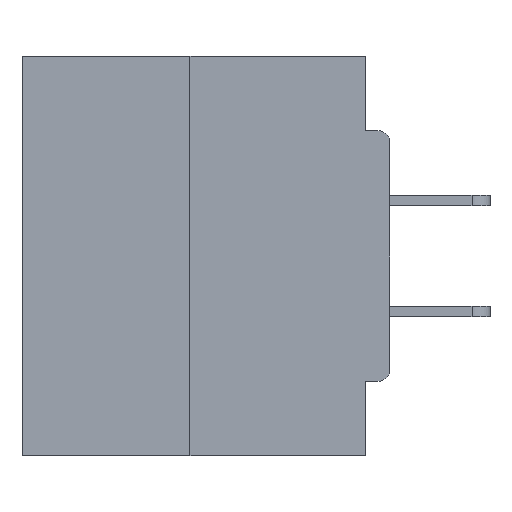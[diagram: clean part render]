
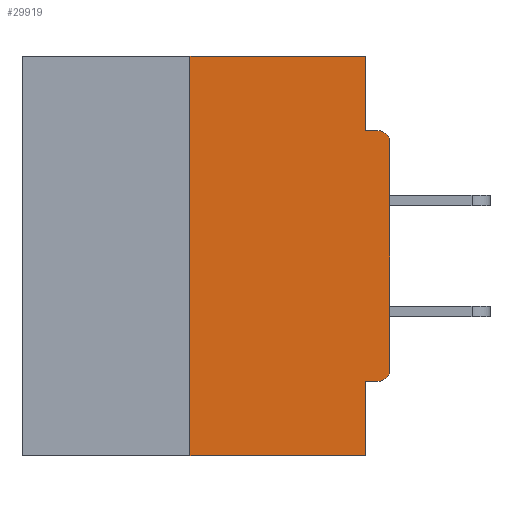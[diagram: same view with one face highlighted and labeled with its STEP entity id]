
A CAD part, left-side view. The second image highlights one B-rep face of the part: STEP entity #29919.
In plain terms, the highlighted planar face has unit normal (-1, 0, 0).
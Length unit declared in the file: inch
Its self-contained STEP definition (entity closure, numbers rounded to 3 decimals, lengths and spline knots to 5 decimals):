
#1395 = DIRECTION ( 'NONE',  ( 0., 0., 1. ) ) ;
#2440 = VECTOR ( 'NONE', #20100, 39.37008 ) ;
#2805 = LINE ( 'NONE', #2959, #36838 ) ;
#2959 = CARTESIAN_POINT ( 'NONE',  ( 0., 0., -0.0935 ) ) ;
#2998 = CIRCLE ( 'NONE', #26091, 0.015 ) ;
#3051 = EDGE_CURVE ( 'NONE', #29285, #32808, #15312, .T. ) ;
#5167 = CARTESIAN_POINT ( 'NONE',  ( 0., 0.46, -0.5 ) ) ;
#7412 = ORIENTED_EDGE ( 'NONE', *, *, #8904, .F. ) ;
#7756 = ORIENTED_EDGE ( 'NONE', *, *, #3051, .T. ) ;
#8640 = CARTESIAN_POINT ( 'NONE',  ( 0., 0.015, -0.1085 ) ) ;
#8904 = EDGE_CURVE ( 'NONE', #11472, #37876, #37009, .T. ) ;
#9349 = LINE ( 'NONE', #27430, #15308 ) ;
#9772 = DIRECTION ( 'NONE',  ( 0., -1., 0. ) ) ;
#10758 = VERTEX_POINT ( 'NONE', #33295 ) ;
#10957 = CARTESIAN_POINT ( 'NONE',  ( 0., 0.015, -0.3915 ) ) ;
#11193 = CARTESIAN_POINT ( 'NONE',  ( 0., 0., -0.4065 ) ) ;
#11349 = DIRECTION ( 'NONE',  ( 0., 0., -1. ) ) ;
#11435 = ORIENTED_EDGE ( 'NONE', *, *, #12919, .F. ) ;
#11472 = VERTEX_POINT ( 'NONE', #34486 ) ;
#11815 = EDGE_CURVE ( 'NONE', #14986, #27651, #2805, .T. ) ;
#12478 = VECTOR ( 'NONE', #28464, 39.37008 ) ;
#12919 = EDGE_CURVE ( 'NONE', #10758, #15893, #16549, .T. ) ;
#13681 = VECTOR ( 'NONE', #29402, 39.37008 ) ;
#14104 = CARTESIAN_POINT ( 'NONE',  ( 0., 0.031, -0.5 ) ) ;
#14129 = DIRECTION ( 'NONE',  ( 0., 0., -1. ) ) ;
#14519 = DIRECTION ( 'NONE',  ( -1., 0., 0. ) ) ;
#14670 = ORIENTED_EDGE ( 'NONE', *, *, #17236, .F. ) ;
#14945 = CARTESIAN_POINT ( 'NONE',  ( 0., 0.031, 0. ) ) ;
#14986 = VERTEX_POINT ( 'NONE', #31507 ) ;
#15110 = ORIENTED_EDGE ( 'NONE', *, *, #22086, .T. ) ;
#15308 = VECTOR ( 'NONE', #1395, 39.37008 ) ;
#15310 = EDGE_CURVE ( 'NONE', #15893, #32808, #24759, .T. ) ;
#15312 = LINE ( 'NONE', #5167, #2440 ) ;
#15893 = VERTEX_POINT ( 'NONE', #35294 ) ;
#16072 = CARTESIAN_POINT ( 'NONE',  ( 0., 0.015, -0.0935 ) ) ;
#16526 = VERTEX_POINT ( 'NONE', #24452 ) ;
#16549 = LINE ( 'NONE', #11193, #24804 ) ;
#16992 = DIRECTION ( 'NONE',  ( 1., 0., 0. ) ) ;
#17236 = EDGE_CURVE ( 'NONE', #37876, #14986, #20506, .T. ) ;
#17275 = DIRECTION ( 'NONE',  ( -1., 0., 0. ) ) ;
#17854 = CARTESIAN_POINT ( 'NONE',  ( 0., 0.031, -0.5 ) ) ;
#18653 = FACE_OUTER_BOUND ( 'NONE', #36290, .T. ) ;
#18872 = CARTESIAN_POINT ( 'NONE',  ( 0., 0.25, -0.5 ) ) ;
#19662 = EDGE_CURVE ( 'NONE', #16526, #19707, #30901, .T. ) ;
#19707 = VERTEX_POINT ( 'NONE', #36900 ) ;
#19910 = AXIS2_PLACEMENT_3D ( 'NONE', #37390, #16992, #14129 ) ;
#20100 = DIRECTION ( 'NONE',  ( 0., -1., 0. ) ) ;
#20506 = LINE ( 'NONE', #14945, #20970 ) ;
#20970 = VECTOR ( 'NONE', #32457, 39.37008 ) ;
#22086 = EDGE_CURVE ( 'NONE', #10758, #16526, #22492, .T. ) ;
#22492 = CIRCLE ( 'NONE', #31580, 0.015 ) ;
#22634 = PLANE ( 'NONE',  #19910 ) ;
#24105 = CARTESIAN_POINT ( 'NONE',  ( 0., 0.031, 0. ) ) ;
#24452 = CARTESIAN_POINT ( 'NONE',  ( 0., 0., -0.3915 ) ) ;
#24759 = LINE ( 'NONE', #17854, #13681 ) ;
#24804 = VECTOR ( 'NONE', #31784, 39.37008 ) ;
#25651 = ORIENTED_EDGE ( 'NONE', *, *, #15310, .F. ) ;
#25739 = DIRECTION ( 'NONE',  ( 0., 0., -1. ) ) ;
#26091 = AXIS2_PLACEMENT_3D ( 'NONE', #8640, #14519, #25739 ) ;
#27430 = CARTESIAN_POINT ( 'NONE',  ( 0., 0.25, 0. ) ) ;
#27651 = VERTEX_POINT ( 'NONE', #16072 ) ;
#28464 = DIRECTION ( 'NONE',  ( 0., 0., 1. ) ) ;
#29275 = ORIENTED_EDGE ( 'NONE', *, *, #29981, .T. ) ;
#29285 = VERTEX_POINT ( 'NONE', #18872 ) ;
#29402 = DIRECTION ( 'NONE',  ( 0., 0., -1. ) ) ;
#29919 = ADVANCED_FACE ( 'NONE', ( #18653 ), #22634, .F. ) ;
#29981 = EDGE_CURVE ( 'NONE', #19707, #27651, #2998, .T. ) ;
#30901 = LINE ( 'NONE', #34231, #12478 ) ;
#30983 = EDGE_CURVE ( 'NONE', #29285, #11472, #9349, .T. ) ;
#31399 = ORIENTED_EDGE ( 'NONE', *, *, #11815, .F. ) ;
#31507 = CARTESIAN_POINT ( 'NONE',  ( 0., 0.031, -0.0935 ) ) ;
#31580 = AXIS2_PLACEMENT_3D ( 'NONE', #10957, #17275, #11349 ) ;
#31784 = DIRECTION ( 'NONE',  ( 0., 1., 0. ) ) ;
#32457 = DIRECTION ( 'NONE',  ( 0., 0., -1. ) ) ;
#32808 = VERTEX_POINT ( 'NONE', #14104 ) ;
#33295 = CARTESIAN_POINT ( 'NONE',  ( 0., 0.015, -0.4065 ) ) ;
#33805 = ORIENTED_EDGE ( 'NONE', *, *, #30983, .F. ) ;
#34231 = CARTESIAN_POINT ( 'NONE',  ( 0., 0., 0. ) ) ;
#34486 = CARTESIAN_POINT ( 'NONE',  ( 0., 0.25, 0. ) ) ;
#34593 = ORIENTED_EDGE ( 'NONE', *, *, #19662, .T. ) ;
#35167 = DIRECTION ( 'NONE',  ( 0., -1., 0. ) ) ;
#35294 = CARTESIAN_POINT ( 'NONE',  ( 0., 0.031, -0.4065 ) ) ;
#36290 = EDGE_LOOP ( 'NONE', ( #7412, #33805, #7756, #25651, #11435, #15110, #34593, #29275, #31399, #14670 ) ) ;
#36567 = VECTOR ( 'NONE', #35167, 39.37008 ) ;
#36838 = VECTOR ( 'NONE', #9772, 39.37008 ) ;
#36900 = CARTESIAN_POINT ( 'NONE',  ( 0., 0., -0.1085 ) ) ;
#37009 = LINE ( 'NONE', #37869, #36567 ) ;
#37390 = CARTESIAN_POINT ( 'NONE',  ( 0., 0.46, 0. ) ) ;
#37869 = CARTESIAN_POINT ( 'NONE',  ( 0., 0.46, 0. ) ) ;
#37876 = VERTEX_POINT ( 'NONE', #24105 ) ;
